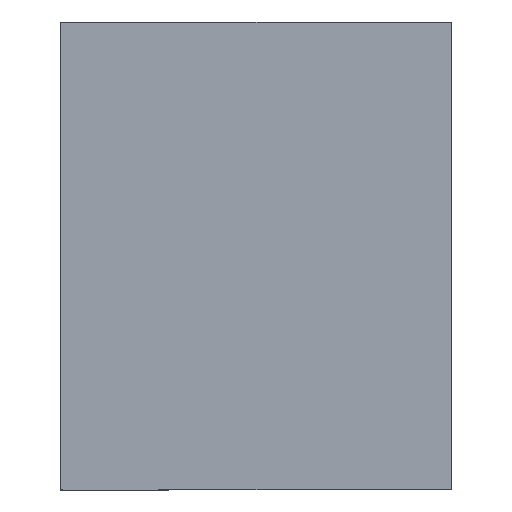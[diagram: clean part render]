
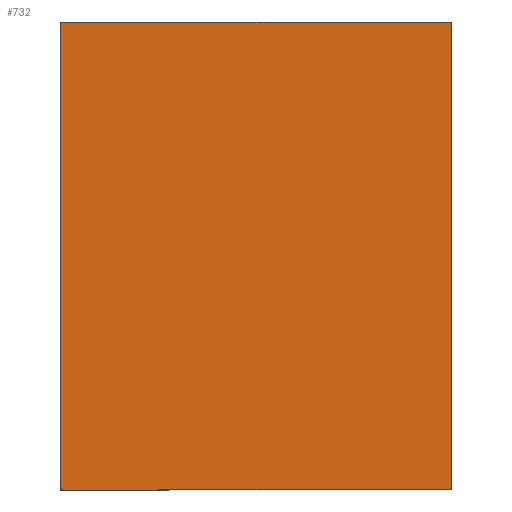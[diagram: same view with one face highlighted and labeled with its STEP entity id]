
A CAD part, left-side view. The second image highlights one B-rep face of the part: STEP entity #732.
In plain terms, the highlighted face is planar.
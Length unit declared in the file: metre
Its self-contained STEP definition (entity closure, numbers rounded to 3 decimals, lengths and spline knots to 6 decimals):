
#32 = ORIENTED_EDGE ( 'NONE', *, *, #408, .F. ) ;
#57 = CARTESIAN_POINT ( 'NONE',  ( 0.0555, 0.006, 0.0665 ) ) ;
#67 = VECTOR ( 'NONE', #254, 1. ) ;
#110 = LINE ( 'NONE', #329, #371 ) ;
#113 = CARTESIAN_POINT ( 'NONE',  ( -0.0555, 0.006, 0.0665 ) ) ;
#182 = VERTEX_POINT ( 'NONE', #665 ) ;
#183 = CARTESIAN_POINT ( 'NONE',  ( 0., 0.006, 0. ) ) ;
#200 = DIRECTION ( 'NONE',  ( 0., 0., -1. ) ) ;
#206 = CARTESIAN_POINT ( 'NONE',  ( -0.0555, 0.006, 0.0665 ) ) ;
#254 = DIRECTION ( 'NONE',  ( 0., 0., -1. ) ) ;
#290 = EDGE_LOOP ( 'NONE', ( #772, #645, #437, #32 ) ) ;
#311 = DIRECTION ( 'NONE',  ( 0., 1., 0. ) ) ;
#327 = VECTOR ( 'NONE', #200, 1. ) ;
#329 = CARTESIAN_POINT ( 'NONE',  ( -0.0555, 0.006, -0.0665 ) ) ;
#371 = VECTOR ( 'NONE', #595, 1. ) ;
#375 = DIRECTION ( 'NONE',  ( 0., 0., 1. ) ) ;
#408 = EDGE_CURVE ( 'NONE', #742, #182, #801, .T. ) ;
#423 = CARTESIAN_POINT ( 'NONE',  ( -0.0555, 0.006, 0.0665 ) ) ;
#437 = ORIENTED_EDGE ( 'NONE', *, *, #798, .F. ) ;
#457 = CARTESIAN_POINT ( 'NONE',  ( 0.0555, 0.006, -0.0665 ) ) ;
#494 = VERTEX_POINT ( 'NONE', #627 ) ;
#499 = DIRECTION ( 'NONE',  ( 1., 0., 0. ) ) ;
#518 = AXIS2_PLACEMENT_3D ( 'NONE', #183, #311, #375 ) ;
#538 = EDGE_CURVE ( 'NONE', #742, #494, #556, .T. ) ;
#556 = LINE ( 'NONE', #423, #844 ) ;
#595 = DIRECTION ( 'NONE',  ( 1., 0., 0. ) ) ;
#627 = CARTESIAN_POINT ( 'NONE',  ( 0.0555, 0.006, 0.0665 ) ) ;
#645 = ORIENTED_EDGE ( 'NONE', *, *, #811, .T. ) ;
#665 = CARTESIAN_POINT ( 'NONE',  ( -0.0555, 0.006, -0.0665 ) ) ;
#676 = VERTEX_POINT ( 'NONE', #457 ) ;
#732 = ADVANCED_FACE ( 'NONE', ( #850 ), #783, .T. ) ;
#741 = LINE ( 'NONE', #57, #67 ) ;
#742 = VERTEX_POINT ( 'NONE', #113 ) ;
#772 = ORIENTED_EDGE ( 'NONE', *, *, #538, .T. ) ;
#783 = PLANE ( 'NONE',  #518 ) ;
#798 = EDGE_CURVE ( 'NONE', #182, #676, #110, .T. ) ;
#801 = LINE ( 'NONE', #206, #327 ) ;
#811 = EDGE_CURVE ( 'NONE', #494, #676, #741, .T. ) ;
#844 = VECTOR ( 'NONE', #499, 1. ) ;
#850 = FACE_OUTER_BOUND ( 'NONE', #290, .T. ) ;
